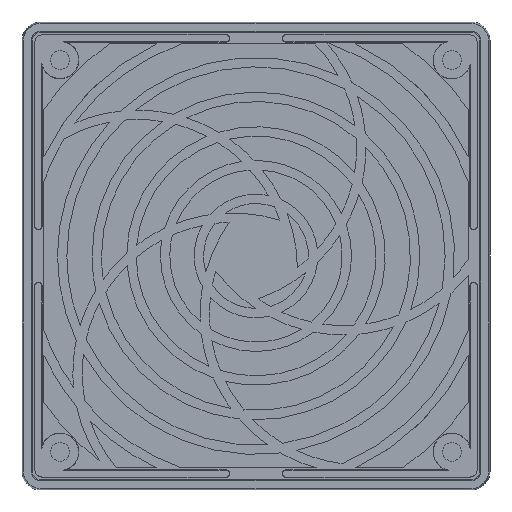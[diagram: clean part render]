
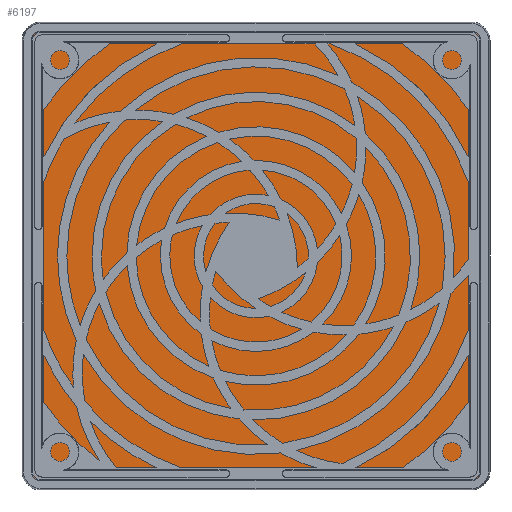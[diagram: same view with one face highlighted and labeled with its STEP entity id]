
A CAD part, top view. The second image highlights one B-rep face of the part: STEP entity #6197.
In plain terms, the highlighted planar face has unit normal (0, 0, 1).
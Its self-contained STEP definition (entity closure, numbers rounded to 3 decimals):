
#187 = LINE ( 'NONE', #1231, #8759 ) ;
#458 = VERTEX_POINT ( 'NONE', #11644 ) ;
#1231 = CARTESIAN_POINT ( 'NONE',  ( 59.5, 0., 0.3 ) ) ;
#1810 = EDGE_CURVE ( 'NONE', #9623, #458, #7696, .T. ) ;
#2758 = EDGE_CURVE ( 'NONE', #6324, #9623, #7637, .T. ) ;
#2888 = PLANE ( 'NONE',  #14231 ) ;
#3921 = ORIENTED_EDGE ( 'NONE', *, *, #4780, .F. ) ;
#4214 = CARTESIAN_POINT ( 'NONE',  ( 0., 59.5, 0.3 ) ) ;
#4780 = EDGE_CURVE ( 'NONE', #458, #6090, #12067, .T. ) ;
#5043 = CARTESIAN_POINT ( 'NONE',  ( -59.5, -59.5, 0.3 ) ) ;
#5533 = ORIENTED_EDGE ( 'NONE', *, *, #2758, .F. ) ;
#5878 = ORIENTED_EDGE ( 'NONE', *, *, #1810, .F. ) ;
#6090 = VERTEX_POINT ( 'NONE', #8104 ) ;
#6197 = ADVANCED_FACE ( 'NONE', ( #7432 ), #2888, .T. ) ;
#6324 = VERTEX_POINT ( 'NONE', #13461 ) ;
#6684 = VECTOR ( 'NONE', #12159, 1000. ) ;
#6747 = CARTESIAN_POINT ( 'NONE',  ( -59.5, 0., 0.3 ) ) ;
#7432 = FACE_OUTER_BOUND ( 'NONE', #9122, .T. ) ;
#7637 = LINE ( 'NONE', #13164, #8097 ) ;
#7696 = LINE ( 'NONE', #6747, #6684 ) ;
#8097 = VECTOR ( 'NONE', #10841, 1000. ) ;
#8104 = CARTESIAN_POINT ( 'NONE',  ( 59.5, 59.5, 0.3 ) ) ;
#8187 = EDGE_CURVE ( 'NONE', #6090, #6324, #187, .T. ) ;
#8648 = DIRECTION ( 'NONE',  ( 1., 0., 0. ) ) ;
#8759 = VECTOR ( 'NONE', #12545, 1000. ) ;
#8831 = ORIENTED_EDGE ( 'NONE', *, *, #8187, .F. ) ;
#9122 = EDGE_LOOP ( 'NONE', ( #5533, #8831, #3921, #5878 ) ) ;
#9623 = VERTEX_POINT ( 'NONE', #5043 ) ;
#10841 = DIRECTION ( 'NONE',  ( -1., 0., 0. ) ) ;
#11644 = CARTESIAN_POINT ( 'NONE',  ( -59.5, 59.5, 0.3 ) ) ;
#11668 = CARTESIAN_POINT ( 'NONE',  ( 0., 0., 0.3 ) ) ;
#11958 = DIRECTION ( 'NONE',  ( 0., 0., 1. ) ) ;
#11974 = VECTOR ( 'NONE', #8648, 1000. ) ;
#12067 = LINE ( 'NONE', #4214, #11974 ) ;
#12159 = DIRECTION ( 'NONE',  ( 0., 1., 0. ) ) ;
#12545 = DIRECTION ( 'NONE',  ( 0., -1., 0. ) ) ;
#13021 = DIRECTION ( 'NONE',  ( 1., 0., 0. ) ) ;
#13164 = CARTESIAN_POINT ( 'NONE',  ( 0., -59.5, 0.3 ) ) ;
#13461 = CARTESIAN_POINT ( 'NONE',  ( 59.5, -59.5, 0.3 ) ) ;
#14231 = AXIS2_PLACEMENT_3D ( 'NONE', #11668, #11958, #13021 ) ;
